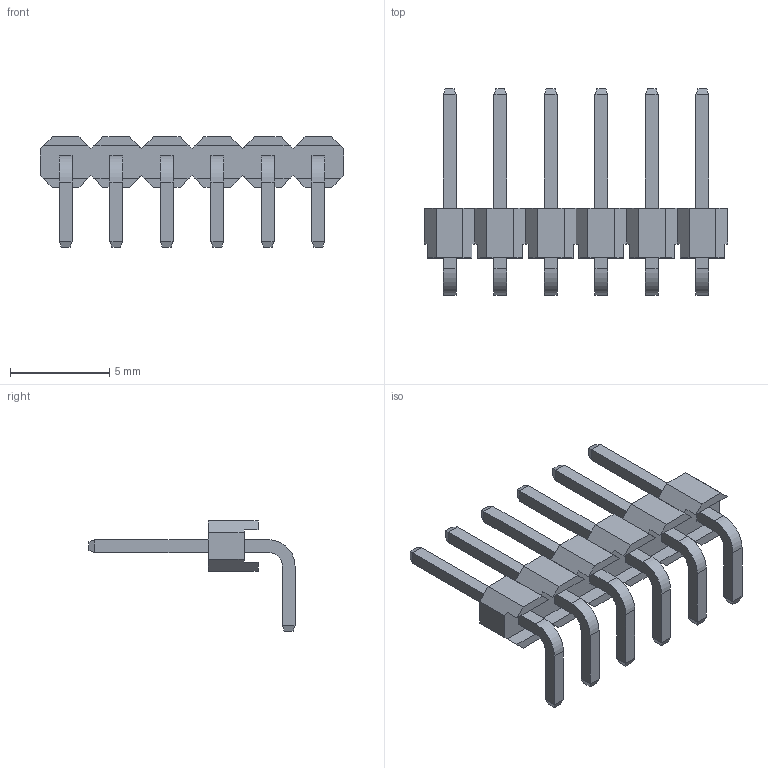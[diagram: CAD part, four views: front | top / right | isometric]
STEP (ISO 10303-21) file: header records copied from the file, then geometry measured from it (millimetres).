
FILE_DESCRIPTION(('STEP AP214'), '1');
FILE_NAME('PLS-RD', '', ('UNSPECIFIED'), ('UNSPECIFIED'), 'ASCON STEP Converter 1.6', 'ASCON Math Kernel', '');
FILE_SCHEMA(('AUTOMOTIVE_DESIGN { 1 0 10303 214 3 1 1}'));
Length unit declared in the file: millimetre
Bounding box: 15.24 x 10.36 x 5.54 mm (x, y, z)
Volume: 98 mm3; surface area: 362.1 mm2
Topology: 1 solids, 1 shells, 196 faces, 498 edges, 316 vertices
Faces by surface type: plane 184, cylinder 12
Entity records: 7350 total; most frequent: CARTESIAN_POINT 1011, ORIENTED_EDGE 996, DIRECTION 916, EDGE_CURVE 498, LINE 474, VECTOR 474, VERTEX_POINT 316, AXIS2_PLACEMENT_3D 221
